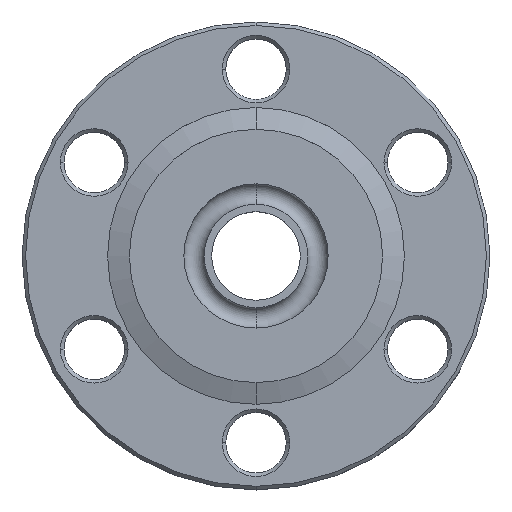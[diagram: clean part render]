
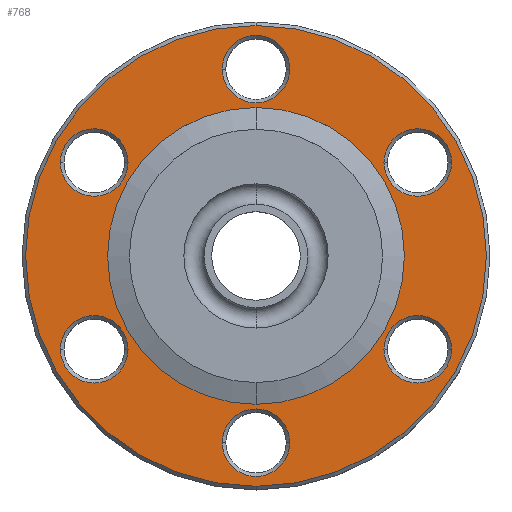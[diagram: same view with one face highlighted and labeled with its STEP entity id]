
A CAD part, top view. The second image highlights one B-rep face of the part: STEP entity #768.
In plain terms, the highlighted planar face has unit normal (0, 0, 1).
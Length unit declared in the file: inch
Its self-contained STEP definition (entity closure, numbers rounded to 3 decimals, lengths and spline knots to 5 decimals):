
#1=CARTESIAN_POINT('',(0.,0.,0.));
#2=DIRECTION('',(0.,0.,1.));
#3=DIRECTION('',(0.,1.,0.));
#4=AXIS2_PLACEMENT_3D('',#1,#2,#3);
#6=CARTESIAN_POINT('',(0.,0.,0.));
#7=DIRECTION('',(0.,0.,1.));
#8=DIRECTION('',(0.,-1.,0.));
#9=AXIS2_PLACEMENT_3D('',#6,#7,#8);
#11=CARTESIAN_POINT('',(0.,0.,0.));
#12=DIRECTION('',(0.,0.,-1.));
#13=DIRECTION('',(0.,-1.,0.));
#14=AXIS2_PLACEMENT_3D('',#11,#12,#13);
#29=CARTESIAN_POINT('',(0.,0.,0.));
#30=DIRECTION('',(0.,0.,-1.));
#31=DIRECTION('',(0.,1.,0.));
#32=AXIS2_PLACEMENT_3D('',#29,#30,#31);
#117=CARTESIAN_POINT('',(0.,0.531,0.));
#118=DIRECTION('',(0.,0.,-1.));
#119=DIRECTION('',(1.,0.,0.));
#120=AXIS2_PLACEMENT_3D('',#117,#118,#119);
#127=CARTESIAN_POINT('',(0.,0.531,0.));
#128=DIRECTION('',(0.,0.,-1.));
#129=DIRECTION('',(-1.,0.,0.));
#130=AXIS2_PLACEMENT_3D('',#127,#128,#129);
#181=CARTESIAN_POINT('',(0.45986,0.2655,0.));
#182=DIRECTION('',(0.,0.,-1.));
#183=DIRECTION('',(1.,0.,0.));
#184=AXIS2_PLACEMENT_3D('',#181,#182,#183);
#191=CARTESIAN_POINT('',(0.45986,0.2655,0.));
#192=DIRECTION('',(0.,0.,-1.));
#193=DIRECTION('',(-1.,0.,0.));
#194=AXIS2_PLACEMENT_3D('',#191,#192,#193);
#245=CARTESIAN_POINT('',(0.45986,-0.2655,0.));
#246=DIRECTION('',(0.,0.,-1.));
#247=DIRECTION('',(1.,0.,0.));
#248=AXIS2_PLACEMENT_3D('',#245,#246,#247);
#255=CARTESIAN_POINT('',(0.45986,-0.2655,0.));
#256=DIRECTION('',(0.,0.,-1.));
#257=DIRECTION('',(-1.,0.,0.));
#258=AXIS2_PLACEMENT_3D('',#255,#256,#257);
#309=CARTESIAN_POINT('',(0.,-0.531,0.));
#310=DIRECTION('',(0.,0.,-1.));
#311=DIRECTION('',(1.,0.,0.));
#312=AXIS2_PLACEMENT_3D('',#309,#310,#311);
#319=CARTESIAN_POINT('',(0.,-0.531,0.));
#320=DIRECTION('',(0.,0.,-1.));
#321=DIRECTION('',(-1.,0.,0.));
#322=AXIS2_PLACEMENT_3D('',#319,#320,#321);
#373=CARTESIAN_POINT('',(-0.45986,-0.2655,0.));
#374=DIRECTION('',(0.,0.,-1.));
#375=DIRECTION('',(1.,0.,0.));
#376=AXIS2_PLACEMENT_3D('',#373,#374,#375);
#383=CARTESIAN_POINT('',(-0.45986,-0.2655,0.));
#384=DIRECTION('',(0.,0.,-1.));
#385=DIRECTION('',(-1.,0.,0.));
#386=AXIS2_PLACEMENT_3D('',#383,#384,#385);
#437=CARTESIAN_POINT('',(-0.45986,0.2655,0.));
#438=DIRECTION('',(0.,0.,-1.));
#439=DIRECTION('',(1.,0.,0.));
#440=AXIS2_PLACEMENT_3D('',#437,#438,#439);
#447=CARTESIAN_POINT('',(-0.45986,0.2655,0.));
#448=DIRECTION('',(0.,0.,-1.));
#449=DIRECTION('',(-1.,0.,0.));
#450=AXIS2_PLACEMENT_3D('',#447,#448,#449);
#583=CARTESIAN_POINT('',(0.,0.422,0.));
#584=CARTESIAN_POINT('',(0.,-0.422,0.));
#585=VERTEX_POINT('',#583);
#586=VERTEX_POINT('',#584);
#587=CARTESIAN_POINT('',(0.096,0.531,0.));
#588=CARTESIAN_POINT('',(-0.096,0.531,0.));
#589=VERTEX_POINT('',#587);
#590=VERTEX_POINT('',#588);
#603=CARTESIAN_POINT('',(0.55586,0.2655,0.));
#604=CARTESIAN_POINT('',(0.36386,0.2655,0.));
#605=VERTEX_POINT('',#603);
#606=VERTEX_POINT('',#604);
#619=CARTESIAN_POINT('',(0.55586,-0.2655,0.));
#620=CARTESIAN_POINT('',(0.36386,-0.2655,0.));
#621=VERTEX_POINT('',#619);
#622=VERTEX_POINT('',#620);
#635=CARTESIAN_POINT('',(0.096,-0.531,0.));
#636=CARTESIAN_POINT('',(-0.096,-0.531,0.));
#637=VERTEX_POINT('',#635);
#638=VERTEX_POINT('',#636);
#651=CARTESIAN_POINT('',(-0.36386,-0.2655,0.));
#652=CARTESIAN_POINT('',(-0.55586,-0.2655,0.));
#653=VERTEX_POINT('',#651);
#654=VERTEX_POINT('',#652);
#667=CARTESIAN_POINT('',(-0.36386,0.2655,0.));
#668=CARTESIAN_POINT('',(-0.55586,0.2655,0.));
#669=VERTEX_POINT('',#667);
#670=VERTEX_POINT('',#668);
#683=CARTESIAN_POINT('',(0.,0.655,0.));
#684=CARTESIAN_POINT('',(0.,-0.655,0.));
#685=VERTEX_POINT('',#683);
#686=VERTEX_POINT('',#684);
#715=CARTESIAN_POINT('',(0.,0.,0.));
#716=DIRECTION('',(0.,0.,-1.));
#717=DIRECTION('',(0.,-1.,0.));
#718=AXIS2_PLACEMENT_3D('',#715,#716,#717);
#719=PLANE('',#718);
#721=ORIENTED_EDGE('',*,*,#720,.T.);
#723=ORIENTED_EDGE('',*,*,#722,.T.);
#724=EDGE_LOOP('',(#721,#723));
#725=FACE_OUTER_BOUND('',#724,.F.);
#727=ORIENTED_EDGE('',*,*,#726,.T.);
#729=ORIENTED_EDGE('',*,*,#728,.T.);
#730=EDGE_LOOP('',(#727,#729));
#731=FACE_BOUND('',#730,.F.);
#733=ORIENTED_EDGE('',*,*,#732,.F.);
#735=ORIENTED_EDGE('',*,*,#734,.F.);
#736=EDGE_LOOP('',(#733,#735));
#737=FACE_BOUND('',#736,.F.);
#739=ORIENTED_EDGE('',*,*,#738,.F.);
#741=ORIENTED_EDGE('',*,*,#740,.F.);
#742=EDGE_LOOP('',(#739,#741));
#743=FACE_BOUND('',#742,.F.);
#745=ORIENTED_EDGE('',*,*,#744,.F.);
#747=ORIENTED_EDGE('',*,*,#746,.F.);
#748=EDGE_LOOP('',(#745,#747));
#749=FACE_BOUND('',#748,.F.);
#751=ORIENTED_EDGE('',*,*,#750,.F.);
#753=ORIENTED_EDGE('',*,*,#752,.F.);
#754=EDGE_LOOP('',(#751,#753));
#755=FACE_BOUND('',#754,.F.);
#757=ORIENTED_EDGE('',*,*,#756,.F.);
#759=ORIENTED_EDGE('',*,*,#758,.F.);
#760=EDGE_LOOP('',(#757,#759));
#761=FACE_BOUND('',#760,.F.);
#763=ORIENTED_EDGE('',*,*,#762,.F.);
#765=ORIENTED_EDGE('',*,*,#764,.F.);
#766=EDGE_LOOP('',(#763,#765));
#767=FACE_BOUND('',#766,.F.);
#768=ADVANCED_FACE('',(#725,#731,#737,#743,#749,#755,#761,#767),#719,.F.);
#5=CIRCLE('',#4,0.422);
#10=CIRCLE('',#9,0.422);
#15=CIRCLE('',#14,0.655);
#33=CIRCLE('',#32,0.655);
#121=CIRCLE('',#120,0.096);
#131=CIRCLE('',#130,0.096);
#185=CIRCLE('',#184,0.096);
#195=CIRCLE('',#194,0.096);
#249=CIRCLE('',#248,0.096);
#259=CIRCLE('',#258,0.096);
#313=CIRCLE('',#312,0.096);
#323=CIRCLE('',#322,0.096);
#377=CIRCLE('',#376,0.096);
#387=CIRCLE('',#386,0.096);
#441=CIRCLE('',#440,0.096);
#451=CIRCLE('',#450,0.096);
#720=EDGE_CURVE('',#686,#685,#15,.T.);
#722=EDGE_CURVE('',#685,#686,#33,.T.);
#726=EDGE_CURVE('',#585,#586,#5,.T.);
#728=EDGE_CURVE('',#586,#585,#10,.T.);
#732=EDGE_CURVE('',#590,#589,#131,.T.);
#734=EDGE_CURVE('',#589,#590,#121,.T.);
#738=EDGE_CURVE('',#606,#605,#195,.T.);
#740=EDGE_CURVE('',#605,#606,#185,.T.);
#744=EDGE_CURVE('',#622,#621,#259,.T.);
#746=EDGE_CURVE('',#621,#622,#249,.T.);
#750=EDGE_CURVE('',#638,#637,#323,.T.);
#752=EDGE_CURVE('',#637,#638,#313,.T.);
#756=EDGE_CURVE('',#654,#653,#387,.T.);
#758=EDGE_CURVE('',#653,#654,#377,.T.);
#762=EDGE_CURVE('',#670,#669,#451,.T.);
#764=EDGE_CURVE('',#669,#670,#441,.T.);
